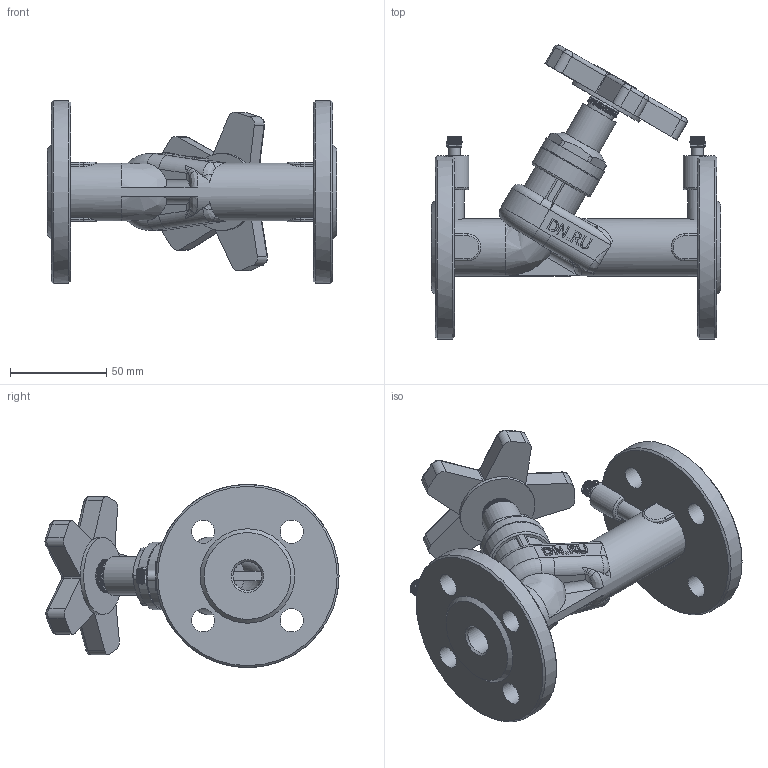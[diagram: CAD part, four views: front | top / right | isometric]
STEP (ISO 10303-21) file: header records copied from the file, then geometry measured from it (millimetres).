
FILE_DESCRIPTION(/* description */ (''),/* implementation_level */ '2;1');
FILE_NAME(/* name */ 'DN15_3D_STEP.stp',/* time_stamp */ '2024-03-03T17:29:55+03:00',/* author */ ('igorr'),/* organization */ (''),/* preprocessor_version */ 'ST-DEVELOPER v19.2',/* originating_system */ 'Autodesk Inventor 2023',/* authorisation */ '');
FILE_SCHEMA (('AUTOMOTIVE_DESIGN { 1 0 10303 214 3 1 1 }'));
Length unit declared in the file: millimetre
Products named in the file (3): Сборка; Деталь1; Деталь2
Assembly tree (2 placements, depth 2):
  Сборка
    Деталь1
    Деталь2
Bounding box: 150 x 152.48 x 95 mm (x, y, z)
Volume: 307019.8 mm3; surface area: 74296.8 mm2
Topology: 2 solids, 4 shells, 1672 faces, 4221 edges, 2584 vertices
Faces by surface type: plane 1209, cylinder 331, bspline 78, torus 42, cone 12
Full cylindrical faces by diameter (mm): 6 x2, 7.5 x2, 8.348 x2, 12 x8, 15 x4, 17 x3, 20 x1, 30 x2, 35 x2, 40 x1, 95 x2
Entity records: 53499 total; most frequent: CARTESIAN_POINT 12065, ORIENTED_EDGE 8434, DIRECTION 8184, EDGE_CURVE 4217, AXIS2_PLACEMENT_3D 2789, LINE 2606, VECTOR 2606, VERTEX_POINT 2584
